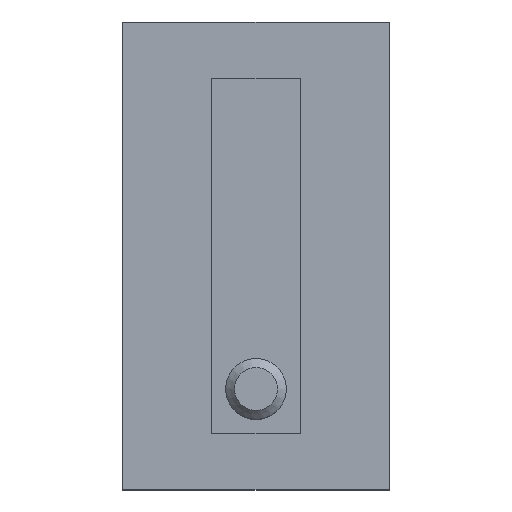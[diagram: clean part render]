
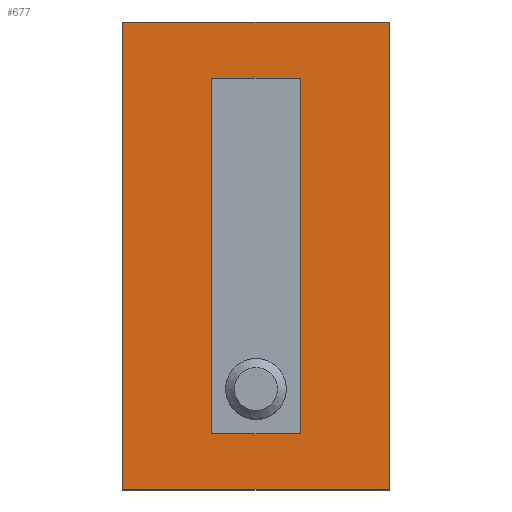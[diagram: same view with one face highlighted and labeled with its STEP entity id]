
A CAD part, top view. The second image highlights one B-rep face of the part: STEP entity #677.
In plain terms, the highlighted planar face has unit normal (0, 0, 1).
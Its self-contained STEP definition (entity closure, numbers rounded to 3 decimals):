
#22=FACE_BOUND('',#269,.T.);
#39=LINE('',#965,#115);
#43=LINE('',#973,#119);
#46=LINE('',#979,#122);
#49=LINE('',#984,#125);
#106=LINE('',#1123,#182);
#108=LINE('',#1127,#184);
#110=LINE('',#1131,#186);
#112=LINE('',#1134,#188);
#115=VECTOR('',#783,10.);
#119=VECTOR('',#789,10.);
#122=VECTOR('',#794,10.);
#125=VECTOR('',#799,10.);
#182=VECTOR('',#928,10.);
#184=VECTOR('',#932,10.);
#186=VECTOR('',#936,10.);
#188=VECTOR('',#940,10.);
#227=FACE_OUTER_BOUND('',#268,.T.);
#268=EDGE_LOOP('',(#601,#602,#603,#604));
#269=EDGE_LOOP('',(#605,#606,#607,#608));
#286=VERTEX_POINT('',#963);
#287=VERTEX_POINT('',#964);
#290=VERTEX_POINT('',#972);
#292=VERTEX_POINT('',#978);
#338=VERTEX_POINT('',#1120);
#339=VERTEX_POINT('',#1122);
#340=VERTEX_POINT('',#1126);
#341=VERTEX_POINT('',#1130);
#347=EDGE_CURVE('',#286,#287,#39,.T.);
#351=EDGE_CURVE('',#290,#286,#43,.T.);
#354=EDGE_CURVE('',#292,#290,#46,.T.);
#357=EDGE_CURVE('',#287,#292,#49,.T.);
#424=EDGE_CURVE('',#339,#338,#106,.T.);
#426=EDGE_CURVE('',#340,#339,#108,.T.);
#428=EDGE_CURVE('',#341,#340,#110,.T.);
#430=EDGE_CURVE('',#338,#341,#112,.T.);
#601=ORIENTED_EDGE('',*,*,#430,.T.);
#602=ORIENTED_EDGE('',*,*,#428,.T.);
#603=ORIENTED_EDGE('',*,*,#426,.T.);
#604=ORIENTED_EDGE('',*,*,#424,.T.);
#605=ORIENTED_EDGE('',*,*,#347,.T.);
#606=ORIENTED_EDGE('',*,*,#357,.T.);
#607=ORIENTED_EDGE('',*,*,#354,.T.);
#608=ORIENTED_EDGE('',*,*,#351,.T.);
#639=PLANE('',#756);
#677=ADVANCED_FACE('',(#227,#22),#639,.T.);
#756=AXIS2_PLACEMENT_3D('',#1135,#941,#942);
#783=DIRECTION('',(1.,0.,0.));
#789=DIRECTION('',(0.,1.,0.));
#794=DIRECTION('',(-1.,0.,0.));
#799=DIRECTION('',(0.,-1.,0.));
#928=DIRECTION('',(-1.,0.,0.));
#932=DIRECTION('',(0.,1.,0.));
#936=DIRECTION('',(1.,0.,0.));
#940=DIRECTION('',(0.,-1.,0.));
#941=DIRECTION('center_axis',(0.,0.,1.));
#942=DIRECTION('ref_axis',(1.,0.,0.));
#963=CARTESIAN_POINT('',(3.,13.9,3.8));
#964=CARTESIAN_POINT('',(6.,13.9,3.8));
#965=CARTESIAN_POINT('',(3.75,13.9,3.8));
#972=CARTESIAN_POINT('',(3.,1.9,3.8));
#973=CARTESIAN_POINT('',(3.,4.9,3.8));
#978=CARTESIAN_POINT('',(6.,1.9,3.8));
#979=CARTESIAN_POINT('',(5.25,1.9,3.8));
#984=CARTESIAN_POINT('',(6.,10.9,3.8));
#1120=CARTESIAN_POINT('',(0.,15.8,3.8));
#1122=CARTESIAN_POINT('',(9.,15.8,3.8));
#1123=CARTESIAN_POINT('',(9.,15.8,3.8));
#1126=CARTESIAN_POINT('',(9.,0.,3.8));
#1127=CARTESIAN_POINT('',(9.,0.,3.8));
#1130=CARTESIAN_POINT('',(0.,0.,3.8));
#1131=CARTESIAN_POINT('',(0.,0.,3.8));
#1134=CARTESIAN_POINT('',(0.,15.8,3.8));
#1135=CARTESIAN_POINT('Origin',(4.5,7.9,3.8));
